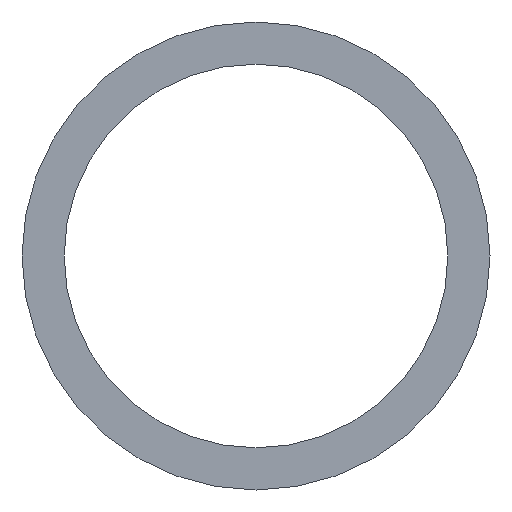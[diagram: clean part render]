
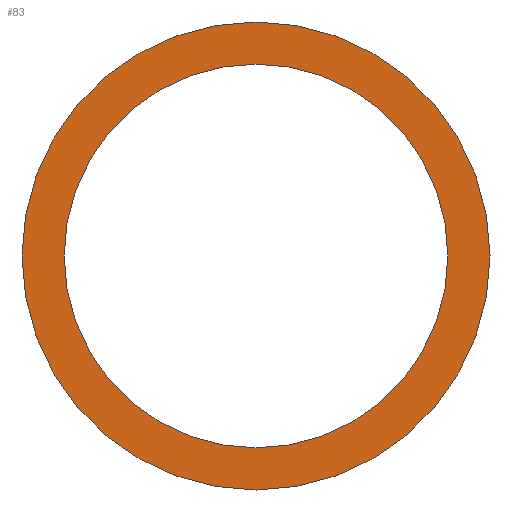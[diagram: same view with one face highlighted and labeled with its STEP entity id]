
A CAD part, front view. The second image highlights one B-rep face of the part: STEP entity #83.
In plain terms, the highlighted planar face has unit normal (0, -1, 0).
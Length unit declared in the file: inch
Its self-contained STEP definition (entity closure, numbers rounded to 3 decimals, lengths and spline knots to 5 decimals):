
#45 = FACE_OUTER_BOUND ( 'NONE', #132, .T. ) ;
#49 = CIRCLE ( 'NONE', #163, 0.5 ) ;
#56 = CIRCLE ( 'NONE', #166, 0.5 ) ;
#59 = CIRCLE ( 'NONE', #152, 0.41 ) ;
#63 = CIRCLE ( 'NONE', #109, 0.41 ) ;
#78 = CARTESIAN_POINT ( 'NONE',  ( 0., 0., -0.5 ) ) ;
#83 = ADVANCED_FACE ( 'NONE', ( #45, #85 ), #172, .F. ) ;
#85 = FACE_BOUND ( 'NONE', #107, .T. ) ;
#91 = CARTESIAN_POINT ( 'NONE',  ( 0., 0., -0.41 ) ) ;
#102 = CARTESIAN_POINT ( 'NONE',  ( 0., 0., 0. ) ) ;
#107 = EDGE_LOOP ( 'NONE', ( #225, #249 ) ) ;
#109 = AXIS2_PLACEMENT_3D ( 'NONE', #198, #207, #193 ) ;
#110 = VERTEX_POINT ( 'NONE', #78 ) ;
#119 = VERTEX_POINT ( 'NONE', #244 ) ;
#126 = VERTEX_POINT ( 'NONE', #91 ) ;
#127 = ORIENTED_EDGE ( 'NONE', *, *, #206, .F. ) ;
#132 = EDGE_LOOP ( 'NONE', ( #127, #226 ) ) ;
#138 = DIRECTION ( 'NONE',  ( 0., 1., 0. ) ) ;
#140 = VERTEX_POINT ( 'NONE', #237 ) ;
#144 = EDGE_CURVE ( 'NONE', #140, #126, #63, .T. ) ;
#152 = AXIS2_PLACEMENT_3D ( 'NONE', #184, #170, #247 ) ;
#163 = AXIS2_PLACEMENT_3D ( 'NONE', #180, #179, #177 ) ;
#166 = AXIS2_PLACEMENT_3D ( 'NONE', #222, #221, #219 ) ;
#170 = DIRECTION ( 'NONE',  ( 0., 1., 0. ) ) ;
#172 = PLANE ( 'NONE',  #231 ) ;
#176 = EDGE_CURVE ( 'NONE', #126, #140, #59, .T. ) ;
#177 = DIRECTION ( 'NONE',  ( 0., 0., 1. ) ) ;
#178 = DIRECTION ( 'NONE',  ( 0., 0., 1. ) ) ;
#179 = DIRECTION ( 'NONE',  ( 0., 1., 0. ) ) ;
#180 = CARTESIAN_POINT ( 'NONE',  ( 0., 0., 0. ) ) ;
#184 = CARTESIAN_POINT ( 'NONE',  ( 0., 0., 0. ) ) ;
#193 = DIRECTION ( 'NONE',  ( 0., 0., 1. ) ) ;
#197 = EDGE_CURVE ( 'NONE', #119, #110, #56, .T. ) ;
#198 = CARTESIAN_POINT ( 'NONE',  ( 0., 0., 0. ) ) ;
#206 = EDGE_CURVE ( 'NONE', #110, #119, #49, .T. ) ;
#207 = DIRECTION ( 'NONE',  ( 0., 1., 0. ) ) ;
#219 = DIRECTION ( 'NONE',  ( 0., 0., 1. ) ) ;
#221 = DIRECTION ( 'NONE',  ( 0., 1., 0. ) ) ;
#222 = CARTESIAN_POINT ( 'NONE',  ( 0., 0., 0. ) ) ;
#225 = ORIENTED_EDGE ( 'NONE', *, *, #176, .T. ) ;
#226 = ORIENTED_EDGE ( 'NONE', *, *, #197, .F. ) ;
#231 = AXIS2_PLACEMENT_3D ( 'NONE', #102, #138, #178 ) ;
#237 = CARTESIAN_POINT ( 'NONE',  ( 0., 0., 0.41 ) ) ;
#244 = CARTESIAN_POINT ( 'NONE',  ( 0., 0., 0.5 ) ) ;
#247 = DIRECTION ( 'NONE',  ( 0., 0., 1. ) ) ;
#249 = ORIENTED_EDGE ( 'NONE', *, *, #144, .T. ) ;
